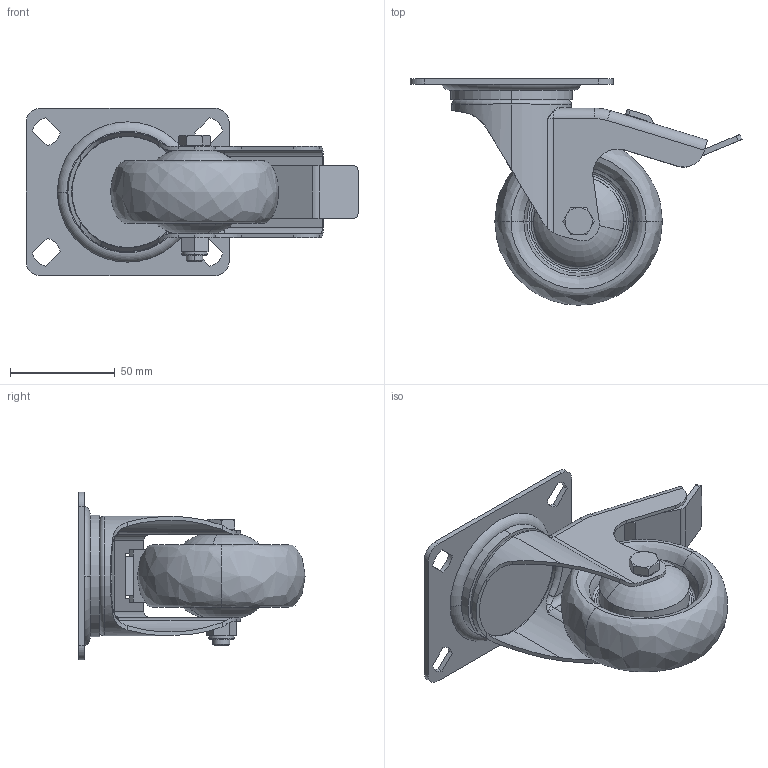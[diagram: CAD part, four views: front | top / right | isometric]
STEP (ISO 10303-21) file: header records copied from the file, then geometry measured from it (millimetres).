
FILE_DESCRIPTION (( 'STEP AP214' ), '1' );
FILE_NAME ('0025009.step', '2021-05-05T11:56:14', ( 'Windows-Benutzer' ), ( '' ), 'SwSTEP 2.0', 'SolidWorks 2020', '' );
FILE_SCHEMA (( 'AUTOMOTIVE_DESIGN' ));
Length unit declared in the file: millimetre
Products named in the file (1): 0025009
Bounding box: 158.5 x 108 x 80 mm (x, y, z)
Volume: 176857.8 mm3; surface area: 94817.2 mm2
Topology: 8 solids, 8 shells, 301 faces, 700 edges, 430 vertices
Faces by surface type: plane 104, cylinder 87, torus 62, cone 34, bspline 14
Entity records: 12470 total; most frequent: CARTESIAN_POINT 2062, DIRECTION 1566, ORIENTED_EDGE 1392, EDGE_CURVE 696, AXIS2_PLACEMENT_3D 638, VERTEX_POINT 430, CIRCLE 350, EDGE_LOOP 344
